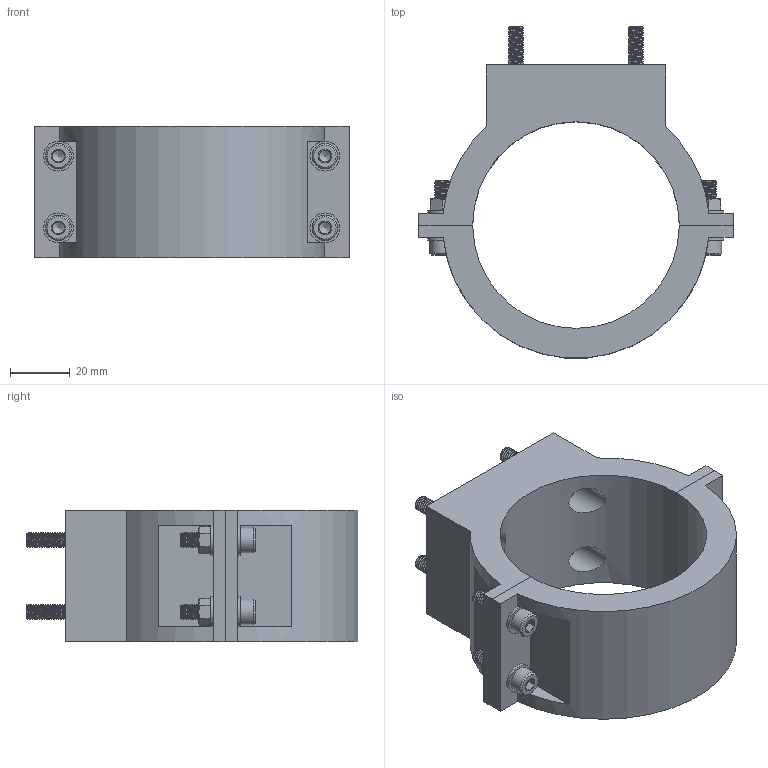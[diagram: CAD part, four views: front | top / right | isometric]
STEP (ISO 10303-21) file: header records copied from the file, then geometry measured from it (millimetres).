
FILE_DESCRIPTION(/* description */ (''),/* implementation_level */ '2;1');
FILE_NAME(/* name */ 'D26200 Mount.step',/* time_stamp */ '2020-04-14T16:56:00+01:00',/* author */ (''),/* organization */ (''),/* preprocessor_version */ 'ST-DEVELOPER v18.1',/* originating_system */ 'Autodesk Translation Framework v9.2.0.1227',/* authorisation */ '');
FILE_SCHEMA (('AP203_CONFIGURATION_CONTROLLED_3D_DESIGN_OF_MECHANICAL_PARTS_AND_ASSEMBLIES_MIM_LF { 1 0 10303 203 3 1 4 }','AUTOMOTIVE_DESIGN { 1 0 10303 214 3 1 1 }'));
Length unit declared in the file: millimetre
Products named in the file (13): D26200 Mount; Holder; Base screws; DIN912_M5X25MM; M5x25; Clamp screws; Screw set; DIN912_M5X20MM; M5x20; nut_iso_4032-05; Nut; washer_iso_7089-5-a_140; Washer M5
Assembly tree (19 placements, depth 6):
  D26200 Mount
    Holder
      Base screws
        DIN912_M5X25MM  x4
          M5x25
      Clamp screws
        Screw set  x4
          DIN912_M5X20MM
            M5x20
          washer_iso_7089-5-a_140
            Washer M5
          nut_iso_4032-05
            Nut
Bounding box: 105 x 110.83 x 44 mm (x, y, z)
Volume: 138907.3 mm3; surface area: 47474.6 mm2
Topology: 22 solids, 22 shells, 680 faces, 1648 edges, 1024 vertices
Faces by surface type: cylinder 293, plane 211, cone 144, bspline 16, torus 16
Full cylindrical faces by diameter (mm): 4.134 x4, 5 x220, 5.3 x8, 5.5 x4, 6 x8, 8.5 x8, 10 x12
Entity records: 11935 total; most frequent: CARTESIAN_POINT 6846, ORIENTED_EDGE 1030, DIRECTION 956, EDGE_CURVE 515, AXIS2_PLACEMENT_3D 370, VERTEX_POINT 327, EDGE_LOOP 244, LINE 216
